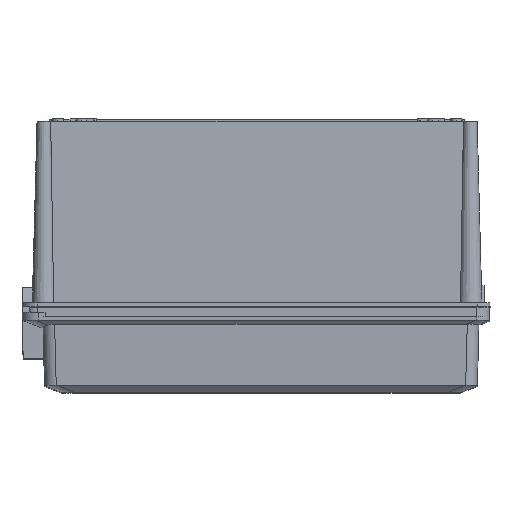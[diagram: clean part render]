
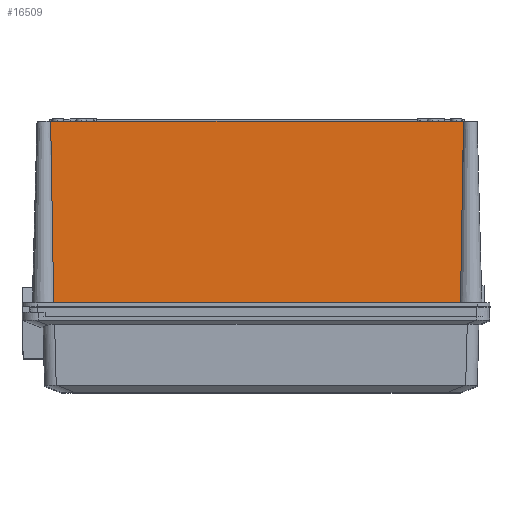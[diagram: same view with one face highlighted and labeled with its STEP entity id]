
A CAD part, top view. The second image highlights one B-rep face of the part: STEP entity #16509.
In plain terms, the highlighted face is planar.
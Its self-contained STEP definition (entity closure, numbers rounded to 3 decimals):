
#836 = LINE ( 'NONE', #2718, #21661 ) ;
#1287 = B_SPLINE_CURVE_WITH_KNOTS ( 'NONE', 3,
 ( #14770, #11822, #11488, #16409, #18371, #3307 ),
 .UNSPECIFIED., .F., .F.,
 ( 4, 2, 4 ),
 ( 0.087, 0.203, 0.32 ),
 .UNSPECIFIED. ) ;
#1417 = CARTESIAN_POINT ( 'NONE',  ( -264.607, 383.437, 3. ) ) ;
#2386 = EDGE_CURVE ( 'NONE', #11409, #6998, #1287, .T. ) ;
#2522 = B_SPLINE_CURVE_WITH_KNOTS ( 'NONE', 3,
 ( #1417, #13215, #14749, #3501, #6466, #19879 ),
 .UNSPECIFIED., .F., .F.,
 ( 4, 2, 4 ),
 ( 0.087, 0.203, 0.32 ),
 .UNSPECIFIED. ) ;
#2718 = CARTESIAN_POINT ( 'NONE',  ( 273.208, 389.534, 235.82 ) ) ;
#3307 = CARTESIAN_POINT ( 'NONE',  ( 260.778, 389.534, 235.82 ) ) ;
#3309 = ORIENTED_EDGE ( 'NONE', *, *, #11831, .T. ) ;
#3501 = CARTESIAN_POINT ( 'NONE',  ( -261.892, 387.502, 158.211 ) ) ;
#4026 = LINE ( 'NONE', #9156, #4325 ) ;
#4325 = VECTOR ( 'NONE', #19200, 1000. ) ;
#5209 = DIRECTION ( 'NONE',  ( 0., -0.026, -1. ) ) ;
#6466 = CARTESIAN_POINT ( 'NONE',  ( -261.318, 388.518, 197.015 ) ) ;
#6552 = ORIENTED_EDGE ( 'NONE', *, *, #14680, .T. ) ;
#6824 = CARTESIAN_POINT ( 'NONE',  ( 264.607, 383.437, 3. ) ) ;
#6998 = VERTEX_POINT ( 'NONE', #7435 ) ;
#7044 = CARTESIAN_POINT ( 'NONE',  ( 279.692, 389.593, 238.07 ) ) ;
#7261 = FACE_OUTER_BOUND ( 'NONE', #20192, .T. ) ;
#7435 = CARTESIAN_POINT ( 'NONE',  ( 260.778, 389.534, 235.82 ) ) ;
#9156 = CARTESIAN_POINT ( 'NONE',  ( -49.874, 383.437, 3. ) ) ;
#10636 = CARTESIAN_POINT ( 'NONE',  ( -264.607, 383.437, 3. ) ) ;
#11409 = VERTEX_POINT ( 'NONE', #6824 ) ;
#11488 = CARTESIAN_POINT ( 'NONE',  ( 263.148, 385.469, 80.604 ) ) ;
#11822 = CARTESIAN_POINT ( 'NONE',  ( 263.827, 384.453, 41.801 ) ) ;
#11831 = EDGE_CURVE ( 'NONE', #16616, #12375, #2522, .T. ) ;
#12375 = VERTEX_POINT ( 'NONE', #18655 ) ;
#13215 = CARTESIAN_POINT ( 'NONE',  ( -263.827, 384.453, 41.801 ) ) ;
#13705 = PLANE ( 'NONE',  #16472 ) ;
#14680 = EDGE_CURVE ( 'NONE', #12375, #6998, #836, .T. ) ;
#14749 = CARTESIAN_POINT ( 'NONE',  ( -263.148, 385.469, 80.604 ) ) ;
#14770 = CARTESIAN_POINT ( 'NONE',  ( 264.607, 383.437, 3. ) ) ;
#15343 = DIRECTION ( 'NONE',  ( 0., 1., -0.026 ) ) ;
#15934 = DIRECTION ( 'NONE',  ( 1., 0., 0. ) ) ;
#16409 = CARTESIAN_POINT ( 'NONE',  ( 261.892, 387.502, 158.211 ) ) ;
#16472 = AXIS2_PLACEMENT_3D ( 'NONE', #7044, #15343, #5209 ) ;
#16509 = ADVANCED_FACE ( 'NONE', ( #7261 ), #13705, .T. ) ;
#16616 = VERTEX_POINT ( 'NONE', #10636 ) ;
#18371 = CARTESIAN_POINT ( 'NONE',  ( 261.318, 388.518, 197.015 ) ) ;
#18655 = CARTESIAN_POINT ( 'NONE',  ( -260.778, 389.534, 235.82 ) ) ;
#19135 = ORIENTED_EDGE ( 'NONE', *, *, #19170, .F. ) ;
#19170 = EDGE_CURVE ( 'NONE', #16616, #11409, #4026, .T. ) ;
#19200 = DIRECTION ( 'NONE',  ( 1., 0., 0. ) ) ;
#19879 = CARTESIAN_POINT ( 'NONE',  ( -260.778, 389.534, 235.82 ) ) ;
#20192 = EDGE_LOOP ( 'NONE', ( #6552, #20236, #19135, #3309 ) ) ;
#20236 = ORIENTED_EDGE ( 'NONE', *, *, #2386, .F. ) ;
#21661 = VECTOR ( 'NONE', #15934, 1000. ) ;
